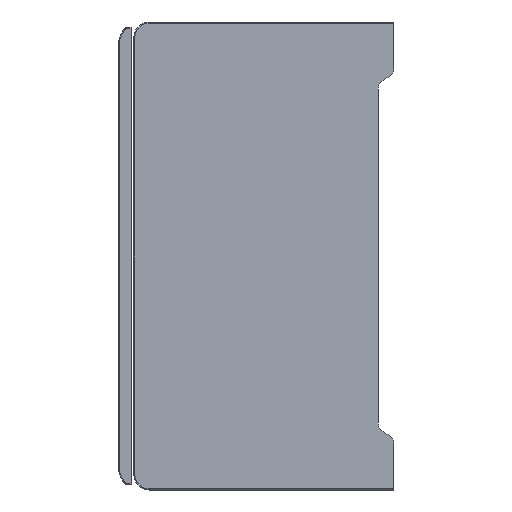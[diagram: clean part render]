
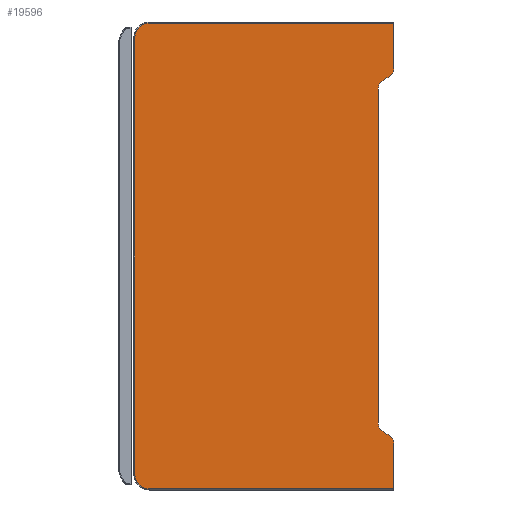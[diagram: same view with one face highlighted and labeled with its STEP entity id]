
A CAD part, left-side view. The second image highlights one B-rep face of the part: STEP entity #19596.
In plain terms, the highlighted planar face has unit normal (-1, 0, 0).
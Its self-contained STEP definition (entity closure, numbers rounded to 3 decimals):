
#3225=DIRECTION('',(0.,-0.866,-0.5));
#3226=VECTOR('',#3225,1.309);
#3227=CARTESIAN_POINT('',(-110.,2.,-33.845));
#3228=LINE('',#3227,#3226);
#3229=CARTESIAN_POINT('',(-110.,1.732,-36.));
#3230=DIRECTION('',(1.,0.,0.));
#3231=DIRECTION('',(0.,-0.5,0.866));
#3232=AXIS2_PLACEMENT_3D('',#3229,#3230,#3231);
#3234=DIRECTION('',(0.,0.,-1.));
#3235=VECTOR('',#3234,8.8);
#3236=CARTESIAN_POINT('',(-110.,0.,-36.));
#3237=LINE('',#3236,#3235);
#3238=CARTESIAN_POINT('',(-110.,47.,-42.));
#3239=DIRECTION('',(1.,0.,0.));
#3240=DIRECTION('',(0.,0.,-1.));
#3241=AXIS2_PLACEMENT_3D('',#3238,#3239,#3240);
#3243=CARTESIAN_POINT('',(-110.,47.,42.));
#3244=DIRECTION('',(1.,0.,0.));
#3245=DIRECTION('',(0.,1.,0.));
#3246=AXIS2_PLACEMENT_3D('',#3243,#3244,#3245);
#3248=DIRECTION('',(0.,-1.,0.));
#3249=VECTOR('',#3248,47.);
#3250=CARTESIAN_POINT('',(-110.,47.,44.8));
#3251=LINE('',#3250,#3249);
#3252=DIRECTION('',(0.,0.,-1.));
#3253=VECTOR('',#3252,8.8);
#3254=CARTESIAN_POINT('',(-110.,0.,44.8));
#3255=LINE('',#3254,#3253);
#3256=CARTESIAN_POINT('',(-110.,1.732,36.));
#3257=DIRECTION('',(1.,0.,0.));
#3258=DIRECTION('',(0.,-1.,0.));
#3259=AXIS2_PLACEMENT_3D('',#3256,#3257,#3258);
#3261=DIRECTION('',(0.,0.866,-0.5));
#3262=VECTOR('',#3261,1.309);
#3263=CARTESIAN_POINT('',(-110.,0.866,34.5));
#3264=LINE('',#3263,#3262);
#3265=CARTESIAN_POINT('',(-110.,1.,32.113));
#3266=DIRECTION('',(-1.,0.,0.));
#3267=DIRECTION('',(0.,0.5,0.866));
#3268=AXIS2_PLACEMENT_3D('',#3265,#3266,#3267);
#3270=DIRECTION('',(0.,0.,-1.));
#3271=VECTOR('',#3270,64.226);
#3272=CARTESIAN_POINT('',(-110.,3.,32.113));
#3273=LINE('',#3272,#3271);
#3274=CARTESIAN_POINT('',(-110.,1.,-32.113));
#3275=DIRECTION('',(-1.,0.,0.));
#3276=DIRECTION('',(0.,1.,0.));
#3277=AXIS2_PLACEMENT_3D('',#3274,#3275,#3276);
#3283=DIRECTION('',(0.,-1.,0.));
#3284=VECTOR('',#3283,47.);
#3285=CARTESIAN_POINT('',(-110.,47.,
-44.8));
#3286=LINE('',#3285,#3284);
#5123=DIRECTION('',(0.,0.,-1.));
#5124=VECTOR('',#5123,84.);
#5125=CARTESIAN_POINT('',(-110.,49.8,42.));
#5126=LINE('',#5125,#5124);
#12823=CARTESIAN_POINT('',(-110.,0.,-36.));
#12825=VERTEX_POINT('',#12823);
#12832=CARTESIAN_POINT('',(-110.,0.,-44.8));
#12833=VERTEX_POINT('',#12832);
#12835=CARTESIAN_POINT('',(-110.,0.866,-34.5));
#12837=VERTEX_POINT('',#12835);
#12839=CARTESIAN_POINT('',(-110.,2.,-33.845));
#12841=VERTEX_POINT('',#12839);
#12870=CARTESIAN_POINT('',(-110.,3.,-32.113));
#12871=VERTEX_POINT('',#12870);
#12872=CARTESIAN_POINT('',(-110.,3.,32.113));
#12873=VERTEX_POINT('',#12872);
#13255=CARTESIAN_POINT('',(-110.,2.,33.845));
#13256=VERTEX_POINT('',#13255);
#13257=CARTESIAN_POINT('',(-110.,0.866,34.5));
#13258=VERTEX_POINT('',#13257);
#13263=CARTESIAN_POINT('',(-110.,0.,36.));
#13264=VERTEX_POINT('',#13263);
#13265=CARTESIAN_POINT('',(-110.,0.,44.8));
#13266=VERTEX_POINT('',#13265);
#13812=CARTESIAN_POINT('',(-110.,47.,44.8));
#13813=VERTEX_POINT('',#13812);
#13814=CARTESIAN_POINT('',(-110.,49.8,42.));
#13815=VERTEX_POINT('',#13814);
#13816=CARTESIAN_POINT('',(-110.,47.,
-44.8));
#13817=CARTESIAN_POINT('',(-110.,49.8,
-42.));
#13818=VERTEX_POINT('',#13816);
#13819=VERTEX_POINT('',#13817);
#19572=CARTESIAN_POINT('',(-110.,24.9,0.));
#19573=DIRECTION('',(1.,0.,0.));
#19574=DIRECTION('',(0.,0.,1.));
#19575=AXIS2_PLACEMENT_3D('',#19572,#19573,#19574);
#19576=PLANE('',#19575);
#19577=ORIENTED_EDGE('',*,*,#16827,.T.);
#19578=ORIENTED_EDGE('',*,*,#16812,.T.);
#19579=ORIENTED_EDGE('',*,*,#16797,.T.);
#19581=ORIENTED_EDGE('',*,*,#19580,.F.);
#19583=ORIENTED_EDGE('',*,*,#19582,.T.);
#19585=ORIENTED_EDGE('',*,*,#19584,.F.);
#19586=ORIENTED_EDGE('',*,*,#19552,.T.);
#19587=ORIENTED_EDGE('',*,*,#19565,.T.);
#19588=ORIENTED_EDGE('',*,*,#16951,.T.);
#19589=ORIENTED_EDGE('',*,*,#16934,.T.);
#19590=ORIENTED_EDGE('',*,*,#16919,.T.);
#19591=ORIENTED_EDGE('',*,*,#16904,.T.);
#19592=ORIENTED_EDGE('',*,*,#16857,.T.);
#19593=ORIENTED_EDGE('',*,*,#16842,.T.);
#19594=EDGE_LOOP('',(#19577,#19578,#19579,#19581,#19583,#19585,#19586,#19587,
#19588,#19589,#19590,#19591,#19592,#19593));
#19595=FACE_OUTER_BOUND('',#19594,.F.);
#19596=ADVANCED_FACE('',(#19595),#19576,.F.);
#3233=CIRCLE('',#3232,1.732);
#3242=CIRCLE('',#3241,2.8);
#3247=CIRCLE('',#3246,2.8);
#3260=CIRCLE('',#3259,1.732);
#3269=CIRCLE('',#3268,2.);
#3278=CIRCLE('',#3277,2.);
#16797=EDGE_CURVE('',#12825,#12833,#3237,.T.);
#16812=EDGE_CURVE('',#12837,#12825,#3233,.T.);
#16827=EDGE_CURVE('',#12841,#12837,#3228,.T.);
#16842=EDGE_CURVE('',#12871,#12841,#3278,.T.);
#16857=EDGE_CURVE('',#12873,#12871,#3273,.T.);
#16904=EDGE_CURVE('',#13256,#12873,#3269,.T.);
#16919=EDGE_CURVE('',#13258,#13256,#3264,.T.);
#16934=EDGE_CURVE('',#13264,#13258,#3260,.T.);
#16951=EDGE_CURVE('',#13266,#13264,#3255,.T.);
#19552=EDGE_CURVE('',#13815,#13813,#3247,.T.);
#19565=EDGE_CURVE('',#13813,#13266,#3251,.T.);
#19580=EDGE_CURVE('',#13818,#12833,#3286,.T.);
#19582=EDGE_CURVE('',#13818,#13819,#3242,.T.);
#19584=EDGE_CURVE('',#13815,#13819,#5126,.T.);
